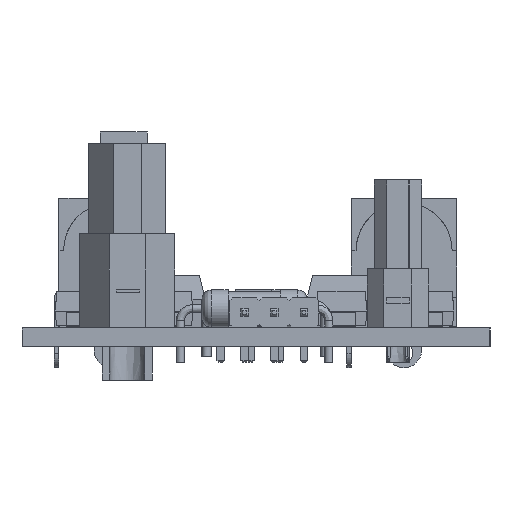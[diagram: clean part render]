
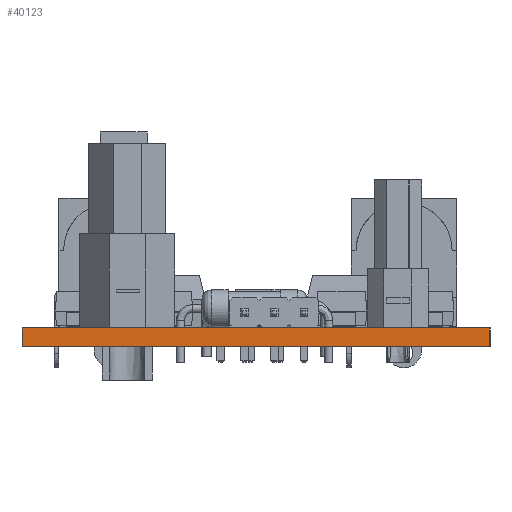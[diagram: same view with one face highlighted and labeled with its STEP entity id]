
A CAD part, left-side view. The second image highlights one B-rep face of the part: STEP entity #40123.
In plain terms, the highlighted planar face has unit normal (-1, 0, 0).
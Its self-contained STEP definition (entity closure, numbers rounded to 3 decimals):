
#40123 = ADVANCED_FACE('',(#40124),#40138,.T.);
#40124 = FACE_BOUND('',#40125,.T.);
#40125 = EDGE_LOOP('',(#40126,#40161,#40189,#40217));
#40126 = ORIENTED_EDGE('',*,*,#40127,.T.);
#40127 = EDGE_CURVE('',#40128,#40130,#40132,.T.);
#40128 = VERTEX_POINT('',#40129);
#40129 = CARTESIAN_POINT('',(93.,-98.,0.));
#40130 = VERTEX_POINT('',#40131);
#40131 = CARTESIAN_POINT('',(93.,-98.,1.6));
#40132 = SURFACE_CURVE('',#40133,(#40137,#40149),.PCURVE_S1.);
#40133 = LINE('',#40134,#40135);
#40134 = CARTESIAN_POINT('',(93.,-98.,0.));
#40135 = VECTOR('',#40136,1.);
#40136 = DIRECTION('',(0.,0.,1.));
#40137 = PCURVE('',#40138,#40143);
#40138 = PLANE('',#40139);
#40139 = AXIS2_PLACEMENT_3D('',#40140,#40141,#40142);
#40140 = CARTESIAN_POINT('',(93.,-98.,0.));
#40141 = DIRECTION('',(-1.,0.,0.));
#40142 = DIRECTION('',(0.,1.,0.));
#40143 = DEFINITIONAL_REPRESENTATION('',(#40144),#40148);
#40144 = LINE('',#40145,#40146);
#40145 = CARTESIAN_POINT('',(0.,0.));
#40146 = VECTOR('',#40147,1.);
#40147 = DIRECTION('',(0.,-1.));
#40148 = ( GEOMETRIC_REPRESENTATION_CONTEXT(2) 
PARAMETRIC_REPRESENTATION_CONTEXT() REPRESENTATION_CONTEXT('2D SPACE',''
  ) );
#40149 = PCURVE('',#40150,#40155);
#40150 = PLANE('',#40151);
#40151 = AXIS2_PLACEMENT_3D('',#40152,#40153,#40154);
#40152 = CARTESIAN_POINT('',(193.,-98.,0.));
#40153 = DIRECTION('',(0.,-1.,0.));
#40154 = DIRECTION('',(-1.,0.,0.));
#40155 = DEFINITIONAL_REPRESENTATION('',(#40156),#40160);
#40156 = LINE('',#40157,#40158);
#40157 = CARTESIAN_POINT('',(100.,0.));
#40158 = VECTOR('',#40159,1.);
#40159 = DIRECTION('',(0.,-1.));
#40160 = ( GEOMETRIC_REPRESENTATION_CONTEXT(2) 
PARAMETRIC_REPRESENTATION_CONTEXT() REPRESENTATION_CONTEXT('2D SPACE',''
  ) );
#40161 = ORIENTED_EDGE('',*,*,#40162,.T.);
#40162 = EDGE_CURVE('',#40130,#40163,#40165,.T.);
#40163 = VERTEX_POINT('',#40164);
#40164 = CARTESIAN_POINT('',(93.,-58.,1.6));
#40165 = SURFACE_CURVE('',#40166,(#40170,#40177),.PCURVE_S1.);
#40166 = LINE('',#40167,#40168);
#40167 = CARTESIAN_POINT('',(93.,-98.,1.6));
#40168 = VECTOR('',#40169,1.);
#40169 = DIRECTION('',(0.,1.,0.));
#40170 = PCURVE('',#40138,#40171);
#40171 = DEFINITIONAL_REPRESENTATION('',(#40172),#40176);
#40172 = LINE('',#40173,#40174);
#40173 = CARTESIAN_POINT('',(0.,-1.6));
#40174 = VECTOR('',#40175,1.);
#40175 = DIRECTION('',(1.,0.));
#40176 = ( GEOMETRIC_REPRESENTATION_CONTEXT(2) 
PARAMETRIC_REPRESENTATION_CONTEXT() REPRESENTATION_CONTEXT('2D SPACE',''
  ) );
#40177 = PCURVE('',#40178,#40183);
#40178 = PLANE('',#40179);
#40179 = AXIS2_PLACEMENT_3D('',#40180,#40181,#40182);
#40180 = CARTESIAN_POINT('',(143.,-78.,1.6));
#40181 = DIRECTION('',(-0.,-0.,-1.));
#40182 = DIRECTION('',(-1.,0.,0.));
#40183 = DEFINITIONAL_REPRESENTATION('',(#40184),#40188);
#40184 = LINE('',#40185,#40186);
#40185 = CARTESIAN_POINT('',(50.,-20.));
#40186 = VECTOR('',#40187,1.);
#40187 = DIRECTION('',(0.,1.));
#40188 = ( GEOMETRIC_REPRESENTATION_CONTEXT(2) 
PARAMETRIC_REPRESENTATION_CONTEXT() REPRESENTATION_CONTEXT('2D SPACE',''
  ) );
#40189 = ORIENTED_EDGE('',*,*,#40190,.F.);
#40190 = EDGE_CURVE('',#40191,#40163,#40193,.T.);
#40191 = VERTEX_POINT('',#40192);
#40192 = CARTESIAN_POINT('',(93.,-58.,0.));
#40193 = SURFACE_CURVE('',#40194,(#40198,#40205),.PCURVE_S1.);
#40194 = LINE('',#40195,#40196);
#40195 = CARTESIAN_POINT('',(93.,-58.,0.));
#40196 = VECTOR('',#40197,1.);
#40197 = DIRECTION('',(0.,0.,1.));
#40198 = PCURVE('',#40138,#40199);
#40199 = DEFINITIONAL_REPRESENTATION('',(#40200),#40204);
#40200 = LINE('',#40201,#40202);
#40201 = CARTESIAN_POINT('',(40.,0.));
#40202 = VECTOR('',#40203,1.);
#40203 = DIRECTION('',(0.,-1.));
#40204 = ( GEOMETRIC_REPRESENTATION_CONTEXT(2) 
PARAMETRIC_REPRESENTATION_CONTEXT() REPRESENTATION_CONTEXT('2D SPACE',''
  ) );
#40205 = PCURVE('',#40206,#40211);
#40206 = PLANE('',#40207);
#40207 = AXIS2_PLACEMENT_3D('',#40208,#40209,#40210);
#40208 = CARTESIAN_POINT('',(93.,-58.,0.));
#40209 = DIRECTION('',(0.,1.,0.));
#40210 = DIRECTION('',(1.,0.,0.));
#40211 = DEFINITIONAL_REPRESENTATION('',(#40212),#40216);
#40212 = LINE('',#40213,#40214);
#40213 = CARTESIAN_POINT('',(0.,0.));
#40214 = VECTOR('',#40215,1.);
#40215 = DIRECTION('',(0.,-1.));
#40216 = ( GEOMETRIC_REPRESENTATION_CONTEXT(2) 
PARAMETRIC_REPRESENTATION_CONTEXT() REPRESENTATION_CONTEXT('2D SPACE',''
  ) );
#40217 = ORIENTED_EDGE('',*,*,#40218,.F.);
#40218 = EDGE_CURVE('',#40128,#40191,#40219,.T.);
#40219 = SURFACE_CURVE('',#40220,(#40224,#40231),.PCURVE_S1.);
#40220 = LINE('',#40221,#40222);
#40221 = CARTESIAN_POINT('',(93.,-98.,0.));
#40222 = VECTOR('',#40223,1.);
#40223 = DIRECTION('',(0.,1.,0.));
#40224 = PCURVE('',#40138,#40225);
#40225 = DEFINITIONAL_REPRESENTATION('',(#40226),#40230);
#40226 = LINE('',#40227,#40228);
#40227 = CARTESIAN_POINT('',(0.,0.));
#40228 = VECTOR('',#40229,1.);
#40229 = DIRECTION('',(1.,0.));
#40230 = ( GEOMETRIC_REPRESENTATION_CONTEXT(2) 
PARAMETRIC_REPRESENTATION_CONTEXT() REPRESENTATION_CONTEXT('2D SPACE',''
  ) );
#40231 = PCURVE('',#40232,#40237);
#40232 = PLANE('',#40233);
#40233 = AXIS2_PLACEMENT_3D('',#40234,#40235,#40236);
#40234 = CARTESIAN_POINT('',(143.,-78.,0.));
#40235 = DIRECTION('',(-0.,-0.,-1.));
#40236 = DIRECTION('',(-1.,0.,0.));
#40237 = DEFINITIONAL_REPRESENTATION('',(#40238),#40242);
#40238 = LINE('',#40239,#40240);
#40239 = CARTESIAN_POINT('',(50.,-20.));
#40240 = VECTOR('',#40241,1.);
#40241 = DIRECTION('',(0.,1.));
#40242 = ( GEOMETRIC_REPRESENTATION_CONTEXT(2) 
PARAMETRIC_REPRESENTATION_CONTEXT() REPRESENTATION_CONTEXT('2D SPACE',''
  ) );
